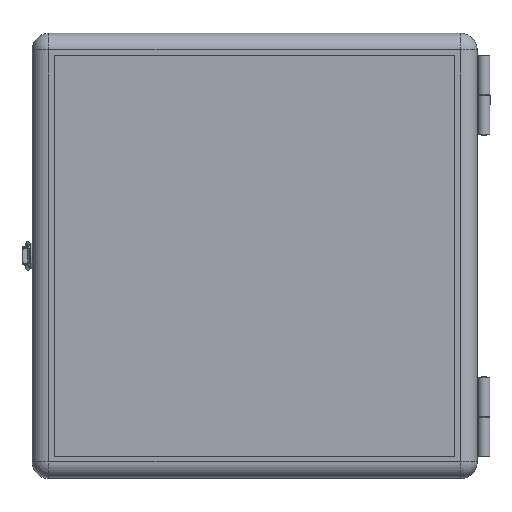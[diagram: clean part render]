
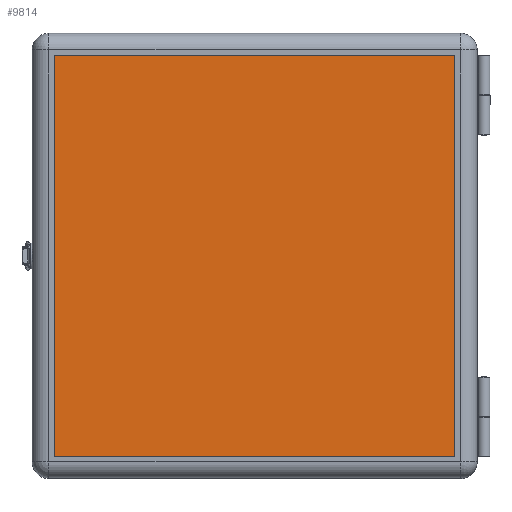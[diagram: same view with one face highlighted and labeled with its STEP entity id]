
A CAD part, top view. The second image highlights one B-rep face of the part: STEP entity #9814.
In plain terms, the highlighted face is planar.
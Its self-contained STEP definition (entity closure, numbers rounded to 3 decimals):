
#2696 = VECTOR ( 'NONE', #3192, 1000. ) ;
#2697 = VECTOR ( 'NONE', #3195, 1000. ) ;
#2699 = VECTOR ( 'NONE', #3201, 1000. ) ;
#2702 = VECTOR ( 'NONE', #3210, 1000. ) ;
#3190 = LINE ( 'NONE', #3191, #2696 ) ;
#3191 = CARTESIAN_POINT ( 'NONE',  ( 180., -183.5, 0. ) ) ;
#3192 = DIRECTION ( 'NONE',  ( 0., 1., 0. ) ) ;
#3193 = LINE ( 'NONE', #3194, #2697 ) ;
#3194 = CARTESIAN_POINT ( 'NONE',  ( -180., -183.5, 0. ) ) ;
#3195 = DIRECTION ( 'NONE',  ( 0., -1., 0. ) ) ;
#3199 = LINE ( 'NONE', #3200, #2699 ) ;
#3200 = CARTESIAN_POINT ( 'NONE',  ( -183.5, 180., 0. ) ) ;
#3201 = DIRECTION ( 'NONE',  ( -1., 0., 0. ) ) ;
#3208 = LINE ( 'NONE', #3209, #2702 ) ;
#3209 = CARTESIAN_POINT ( 'NONE',  ( -183.5, -180., 0. ) ) ;
#3210 = DIRECTION ( 'NONE',  ( 1., 0., 0. ) ) ;
#6338 = VERTEX_POINT ( 'NONE', #19345 ) ;
#6506 = VERTEX_POINT ( 'NONE', #19483 ) ;
#6509 = VERTEX_POINT ( 'NONE', #19485 ) ;
#6512 = VERTEX_POINT ( 'NONE', #19488 ) ;
#9814 = ADVANCED_FACE ( 'NONE', ( #26825 ), #26826, .F. ) ;
#16093 = ORIENTED_EDGE ( 'NONE', *, *, #58809, .F. ) ;
#16094 = ORIENTED_EDGE ( 'NONE', *, *, #58804, .F. ) ;
#16095 = ORIENTED_EDGE ( 'NONE', *, *, #58806, .F. ) ;
#16096 = ORIENTED_EDGE ( 'NONE', *, *, #58803, .F. ) ;
#19345 = CARTESIAN_POINT ( 'NONE',  ( 180., -180., 0. ) ) ;
#19483 = CARTESIAN_POINT ( 'NONE',  ( 180., 180., 0. ) ) ;
#19485 = CARTESIAN_POINT ( 'NONE',  ( -180., 180., 0. ) ) ;
#19488 = CARTESIAN_POINT ( 'NONE',  ( -180., -180., 0. ) ) ;
#26006 = AXIS2_PLACEMENT_3D ( 'NONE', #26817, #26828, #26829 ) ;
#26817 = CARTESIAN_POINT ( 'NONE',  ( -183.5, -183.5, 0. ) ) ;
#26825 = FACE_OUTER_BOUND ( 'NONE', #57667, .T. ) ;
#26826 = PLANE ( 'NONE',  #26006 ) ;
#26828 = DIRECTION ( 'NONE',  ( 0., 0., 1. ) ) ;
#26829 = DIRECTION ( 'NONE',  ( 1., 0., 0. ) ) ;
#57667 = EDGE_LOOP ( 'NONE', ( #16093, #16094, #16095, #16096 ) ) ;
#58803 = EDGE_CURVE ( 'NONE', #6338, #6506, #3190, .T. ) ;
#58804 = EDGE_CURVE ( 'NONE', #6509, #6512, #3193, .T. ) ;
#58806 = EDGE_CURVE ( 'NONE', #6506, #6509, #3199, .T. ) ;
#58809 = EDGE_CURVE ( 'NONE', #6512, #6338, #3208, .T. ) ;
